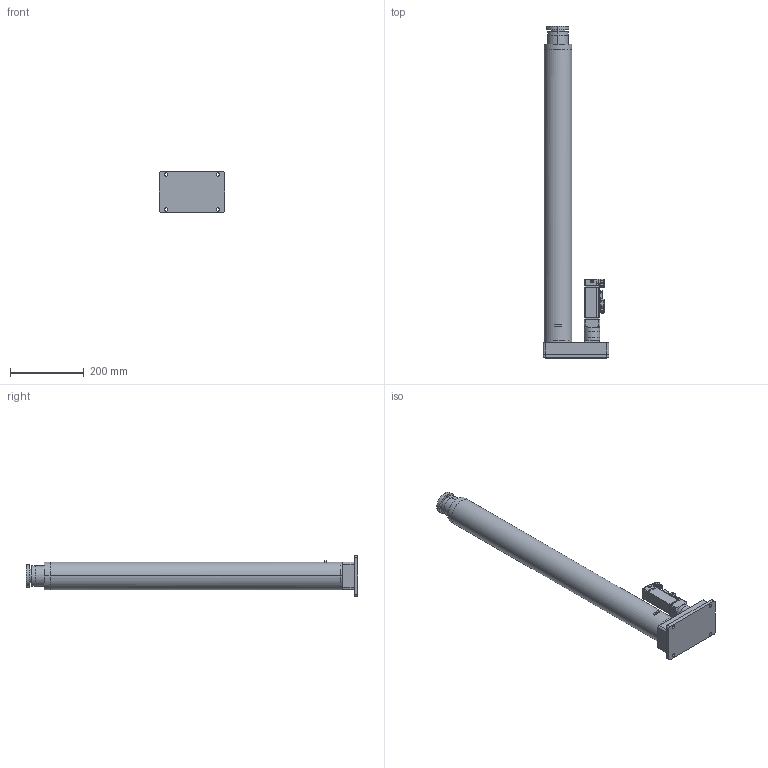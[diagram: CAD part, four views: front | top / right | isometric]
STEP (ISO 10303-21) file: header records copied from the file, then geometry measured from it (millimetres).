
FILE_DESCRIPTION (( 'STEP AP203' ), '1' );
FILE_NAME ('240417-QD-75缸多节缸折叠1200行程装配体.STEP', '2024-04-17T06:14:35', ( '微软用户' ), ( '微软中国' ), 'SwSTEP 2.0', 'SolidWorks 2016', '' );
FILE_SCHEMA (( 'CONFIG_CONTROL_DESIGN' ));
Length unit declared in the file: millimetre
Products named in the file (41): _1-SO-856720001_1_1_1; MS1H1-10B30CB-A332Z_ASM_1-35383_ASM; _1-SO-257970001_1_1_1; 21E8-005-1073-P4_2_1_1_1; HPE42-输入端-8-25-30-M3-45; _1-SO-142980001_1_1_1; _1-SO-34370001_1_1_1; 60_1_1_1; _1-SO-192530001_1_1_1; HPE42-L1-单级齿圈; _1-SO-652320001_1_1_1; 复件 240306-PEH-75多节缸轴承座^240417-QD-75缸多节缸折叠1200行程装配体; _1-SO-509850001_1_1_1; 30_1_1_1; 31090519--MS1H1-100001_1_1_1; 22060240_3_1; MS1H1-10B30CB-A332Z_1_ASM_1_ASM_ASM; 10_1_1_1; 复件 240306-PEH-75多节缸第一节缸筒^240417-QD-75缸多节缸折叠1200行程装配体; 复件 240306-PEH-75多节缸箱体盖板^240417-QD-75缸多节缸折叠1200行程装配体; 21E8-005-1072-P4_2_1_1_1; 31090646--1-SOL000_1_1_1; _1-SO-366180001_1_1_1; MS1H1-10B30CB-A332Z_ASM_1-35348_ASM; _1-SO-456000001_1_1_1; PGE42-L1(8-25-30-M3-45); MS1H1-10B30CB-(x)332Z; PLAIN_PARALLEL_KEYS-1-SOLID1_1_; 22050011-LJ_4_1_1_1; 复件 240306-PEH-75多节缸第二节缸筒^240417-QD-75缸多节缸折叠1200行程装配体; _1-SO-37490001_1_1_1; 240417-QD-75缸多节缸折叠1200行程装配体; _1-SO-581010001_1_1_1; 复件 240306-PEH-75多节缸第三节缸筒^240417-QD-75缸多节缸折叠1200行程装配体; 31090644--1-SOL000_1_1_1; _1-SOLI00_1_1_1; HPF42-怀堤傷-10-26-26-3.4-50; _1-SO-657780001_1_1_1; MS1H1-10B30CB-A332Z-S_ASM_1_ASM; _1-SO-180210001_1_1_1 ...
Assembly tree (42 placements, depth 7):
  240417-QD-75缸多节缸折叠1200行程装配体
    复件 240306-PEH-75多节缸箱体盖板^240417-QD-75缸多节缸折叠1200行程装配体
    复件 240306-PEH-75多节缸轴承座^240417-QD-75缸多节缸折叠1200行程装配体
    复件 240306-PEH-75多节缸第二节缸筒^240417-QD-75缸多节缸折叠1200行程装配体
    复件 240306-PEH-75多节缸第三节缸筒^240417-QD-75缸多节缸折叠1200行程装配体
    复件 240306-PEH-75多节缸第一节缸筒^240417-QD-75缸多节缸折叠1200行程装配体
    PGE42-L1(8-25-30-M3-45)
      HPF42-怀堤傷-10-26-26-3.4-50
      HPE42-L1-单级齿圈
      HPE42-输入端-8-25-30-M3-45
    MS1H1-10B30CB-(x)332Z
      MS1H1-10B30CB-A332Z-S_ASM_1_ASM
        MS1H1-10B30CB-A332Z_ASM_1-35383_ASM
          MS1H1-10B30CB-A332Z_ASM_1-35348_ASM
            MS1H1-10B30CB-A332Z_1_ASM_1_ASM_ASM
              _1-SO-34370001_1_1_1
              _1-SO-37490001_1_1_1
              _1-SOLI00_1_1_1
              _1-SO-142980001_1_1_1
              _1-SO-180210001_1_1_1
              _1-SO-192530001_1_1_1
              60_1_1_1
              _1-SO-257970001_1_1_1
              _1-SO-366180001_1_1_1
              _1-SO-456000001_1_1_1
              PLAIN_PARALLEL_KEYS-1-SOLID1_1_
              _1-SO-509850001_1_1_1
              _1-SO-581010001_1_1_1
              _1-SO-652320001_1_1_1
              _1-SO-657780001_1_1_1
              _1-SO-660700001_1_1_1
              30_1_1_1
              31090519--MS1H1-100001_1_1_1
              31090644--1-SOL000_1_1_1
              31090646--1-SOL000_1_1_1
              _1-SO-856720001_1_1_1
              10_1_1_1
        22050011-LJ_4_1_1_1  x2
        21E8-005-1072-P4_2_1_1_1
        21E8-005-1073-P4_2_1_1_1
        22060240_3_1  x2
Bounding box: 178 x 900 x 110 mm (x, y, z)
Volume: 1944942.4 mm3; surface area: 974429.9 mm2
Topology: 36 solids, 40 shells, 2091 faces, 5512 edges, 3588 vertices
Faces by surface type: plane 1214, cylinder 653, bspline 147, cone 75, torus 2
Entity records: 73063 total; most frequent: CARTESIAN_POINT 18311, ORIENTED_EDGE 10730, DIRECTION 10142, EDGE_CURVE 5369, VERTEX_POINT 3505, LINE 3472, VECTOR 3472, AXIS2_PLACEMENT_3D 3335
